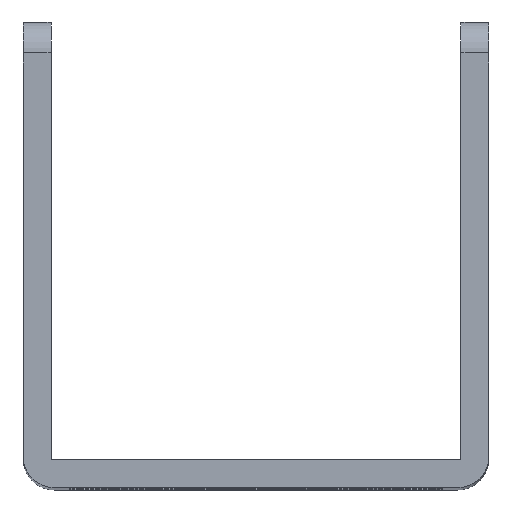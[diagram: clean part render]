
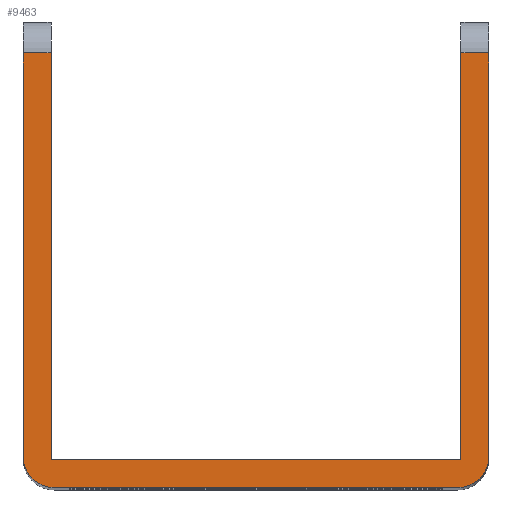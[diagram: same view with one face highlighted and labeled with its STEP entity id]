
A CAD part, top view. The second image highlights one B-rep face of the part: STEP entity #9463.
In plain terms, the highlighted planar face has unit normal (0, 0, 1).
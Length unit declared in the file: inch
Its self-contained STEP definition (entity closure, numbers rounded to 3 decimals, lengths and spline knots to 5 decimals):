
#364 = VECTOR ( 'NONE', #5515, 39.37008 ) ;
#456 = VERTEX_POINT ( 'NONE', #2480 ) ;
#521 = CARTESIAN_POINT ( 'NONE',  ( 0., 0.1, 4.5 ) ) ;
#549 = EDGE_CURVE ( 'NONE', #10843, #9478, #5972, .T. ) ;
#567 = ORIENTED_EDGE ( 'NONE', *, *, #8876, .T. ) ;
#1151 = CARTESIAN_POINT ( 'NONE',  ( 0.1, 0., 4.5 ) ) ;
#1221 = ORIENTED_EDGE ( 'NONE', *, *, #9192, .T. ) ;
#1617 = ORIENTED_EDGE ( 'NONE', *, *, #6986, .T. ) ;
#1805 = VERTEX_POINT ( 'NONE', #11540 ) ;
#1949 = CARTESIAN_POINT ( 'NONE',  ( 1.5, 1.4, 4.5 ) ) ;
#2237 = DIRECTION ( 'NONE',  ( 0., 0., 1. ) ) ;
#2335 = CARTESIAN_POINT ( 'NONE',  ( 1.41, 1.4, 4.5 ) ) ;
#2403 = VERTEX_POINT ( 'NONE', #9637 ) ;
#2480 = CARTESIAN_POINT ( 'NONE',  ( 0.09, 1.4, 4.5 ) ) ;
#3052 = AXIS2_PLACEMENT_3D ( 'NONE', #4430, #4452, #4469 ) ;
#3254 = CARTESIAN_POINT ( 'NONE',  ( 0., 1.4, 4.5 ) ) ;
#3260 = ORIENTED_EDGE ( 'NONE', *, *, #3831, .T. ) ;
#3328 = VERTEX_POINT ( 'NONE', #10414 ) ;
#3831 = EDGE_CURVE ( 'NONE', #5476, #456, #12416, .T. ) ;
#4099 = VECTOR ( 'NONE', #13608, 39.37008 ) ;
#4248 = DIRECTION ( 'NONE',  ( 0., 1., 0. ) ) ;
#4430 = CARTESIAN_POINT ( 'NONE',  ( 0.1, 0.1, 4.5 ) ) ;
#4452 = DIRECTION ( 'NONE',  ( 0., 0., 1. ) ) ;
#4469 = DIRECTION ( 'NONE',  ( -1., 0., 0. ) ) ;
#4486 = LINE ( 'NONE', #12374, #4099 ) ;
#4862 = CARTESIAN_POINT ( 'NONE',  ( 1.5, 0., 4.5 ) ) ;
#5011 = EDGE_CURVE ( 'NONE', #3328, #5476, #5899, .T. ) ;
#5234 = CIRCLE ( 'NONE', #9335, 0.1 ) ;
#5329 = CARTESIAN_POINT ( 'NONE',  ( 0., 0., 4.5 ) ) ;
#5476 = VERTEX_POINT ( 'NONE', #14835 ) ;
#5498 = LINE ( 'NONE', #5329, #14939 ) ;
#5515 = DIRECTION ( 'NONE',  ( -1., 0., 0. ) ) ;
#5793 = EDGE_LOOP ( 'NONE', ( #3260, #6029, #15383, #10665, #6824, #1617, #567, #1221, #8031, #10440 ) ) ;
#5899 = LINE ( 'NONE', #9061, #12820 ) ;
#5972 = CIRCLE ( 'NONE', #3052, 0.1 ) ;
#5996 = PLANE ( 'NONE',  #14802 ) ;
#6029 = ORIENTED_EDGE ( 'NONE', *, *, #11629, .T. ) ;
#6417 = FACE_OUTER_BOUND ( 'NONE', #5793, .T. ) ;
#6599 = EDGE_CURVE ( 'NONE', #12486, #3328, #4486, .T. ) ;
#6761 = LINE ( 'NONE', #10338, #12930 ) ;
#6824 = ORIENTED_EDGE ( 'NONE', *, *, #14507, .T. ) ;
#6986 = EDGE_CURVE ( 'NONE', #1805, #2403, #5234, .T. ) ;
#7004 = LINE ( 'NONE', #14114, #364 ) ;
#7220 = DIRECTION ( 'NONE',  ( 0., 0., -1. ) ) ;
#7313 = CARTESIAN_POINT ( 'NONE',  ( 1.5, 1.5, 4.5 ) ) ;
#7798 = DIRECTION ( 'NONE',  ( -1., 0., 0. ) ) ;
#8031 = ORIENTED_EDGE ( 'NONE', *, *, #6599, .T. ) ;
#8781 = LINE ( 'NONE', #4862, #15668 ) ;
#8876 = EDGE_CURVE ( 'NONE', #2403, #10968, #14311, .T. ) ;
#9061 = CARTESIAN_POINT ( 'NONE',  ( 0.09, 0.09, 4.5 ) ) ;
#9064 = DIRECTION ( 'NONE',  ( 0., -1., 0. ) ) ;
#9192 = EDGE_CURVE ( 'NONE', #10968, #12486, #6761, .T. ) ;
#9193 = CARTESIAN_POINT ( 'NONE',  ( 0.09, 1.5, 4.5 ) ) ;
#9335 = AXIS2_PLACEMENT_3D ( 'NONE', #9585, #2237, #10798 ) ;
#9463 = ADVANCED_FACE ( 'NONE', ( #6417 ), #5996, .F. ) ;
#9478 = VERTEX_POINT ( 'NONE', #1151 ) ;
#9585 = CARTESIAN_POINT ( 'NONE',  ( 1.4, 0.1, 4.5 ) ) ;
#9637 = CARTESIAN_POINT ( 'NONE',  ( 1.5, 0.1, 4.5 ) ) ;
#10338 = CARTESIAN_POINT ( 'NONE',  ( 0., 1.4, 4.5 ) ) ;
#10414 = CARTESIAN_POINT ( 'NONE',  ( 1.41, 0.09, 4.5 ) ) ;
#10440 = ORIENTED_EDGE ( 'NONE', *, *, #5011, .T. ) ;
#10665 = ORIENTED_EDGE ( 'NONE', *, *, #549, .T. ) ;
#10798 = DIRECTION ( 'NONE',  ( -1., 0., 0. ) ) ;
#10843 = VERTEX_POINT ( 'NONE', #521 ) ;
#10877 = VECTOR ( 'NONE', #4248, 39.37008 ) ;
#10968 = VERTEX_POINT ( 'NONE', #1949 ) ;
#11046 = VECTOR ( 'NONE', #11067, 39.37008 ) ;
#11067 = DIRECTION ( 'NONE',  ( 0., 1., 0. ) ) ;
#11540 = CARTESIAN_POINT ( 'NONE',  ( 1.4, 0., 4.5 ) ) ;
#11544 = DIRECTION ( 'NONE',  ( -1., 0., 0. ) ) ;
#11629 = EDGE_CURVE ( 'NONE', #456, #11755, #7004, .T. ) ;
#11755 = VERTEX_POINT ( 'NONE', #3254 ) ;
#12374 = CARTESIAN_POINT ( 'NONE',  ( 1.41, 0.09, 4.5 ) ) ;
#12416 = LINE ( 'NONE', #9193, #10877 ) ;
#12486 = VERTEX_POINT ( 'NONE', #2335 ) ;
#12820 = VECTOR ( 'NONE', #7798, 39.37008 ) ;
#12930 = VECTOR ( 'NONE', #11544, 39.37008 ) ;
#13608 = DIRECTION ( 'NONE',  ( 0., -1., 0. ) ) ;
#14114 = CARTESIAN_POINT ( 'NONE',  ( 0., 1.4, 4.5 ) ) ;
#14311 = LINE ( 'NONE', #7313, #11046 ) ;
#14507 = EDGE_CURVE ( 'NONE', #9478, #1805, #8781, .T. ) ;
#14734 = DIRECTION ( 'NONE',  ( 1., 0., 0. ) ) ;
#14802 = AXIS2_PLACEMENT_3D ( 'NONE', #15747, #7220, #15818 ) ;
#14835 = CARTESIAN_POINT ( 'NONE',  ( 0.09, 0.09, 4.5 ) ) ;
#14939 = VECTOR ( 'NONE', #9064, 39.37008 ) ;
#15304 = EDGE_CURVE ( 'NONE', #11755, #10843, #5498, .T. ) ;
#15383 = ORIENTED_EDGE ( 'NONE', *, *, #15304, .T. ) ;
#15668 = VECTOR ( 'NONE', #14734, 39.37008 ) ;
#15747 = CARTESIAN_POINT ( 'NONE',  ( 0., 0., 4.5 ) ) ;
#15818 = DIRECTION ( 'NONE',  ( -1., 0., 0. ) ) ;
